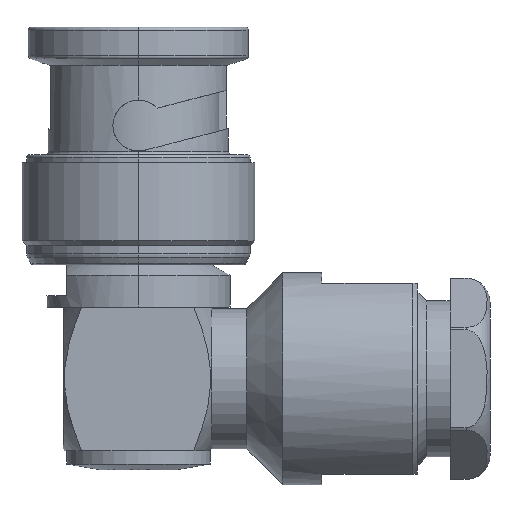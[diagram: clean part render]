
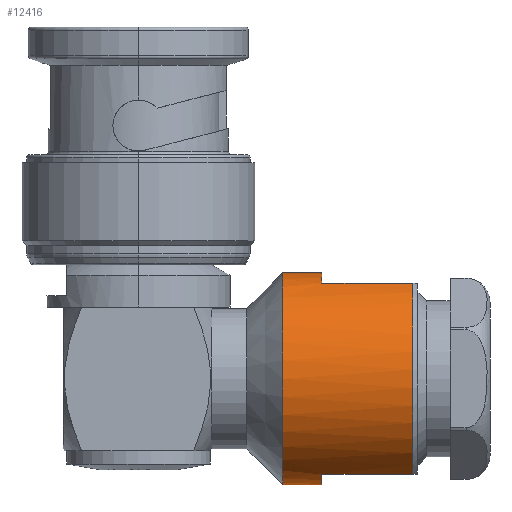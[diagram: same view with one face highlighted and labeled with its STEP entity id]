
A CAD part, left-side view. The second image highlights one B-rep face of the part: STEP entity #12416.
In plain terms, the highlighted cylindrical face has radius 6.65 mm (diameter 13.3 mm), a partial arc.
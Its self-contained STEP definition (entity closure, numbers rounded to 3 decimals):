
#99 = FACE_OUTER_BOUND ( 'NONE', #4569, .T. ) ;
#131 = DIRECTION ( 'NONE',  ( 0., 0., 1. ) ) ;
#542 = VERTEX_POINT ( 'NONE', #7148 ) ;
#1038 = CIRCLE ( 'NONE', #16147, 6.65 ) ;
#1086 = ORIENTED_EDGE ( 'NONE', *, *, #1348, .T. ) ;
#1293 = ORIENTED_EDGE ( 'NONE', *, *, #6075, .T. ) ;
#1348 = EDGE_CURVE ( 'NONE', #8497, #14802, #1735, .T. ) ;
#1693 = CYLINDRICAL_SURFACE ( 'NONE', #9761, 6.65 ) ;
#1735 = CIRCLE ( 'NONE', #8527, 6.65 ) ;
#2325 = DIRECTION ( 'NONE',  ( 0., 1., 0. ) ) ;
#2443 = EDGE_CURVE ( 'NONE', #7600, #542, #12956, .T. ) ;
#2547 = EDGE_CURVE ( 'NONE', #7600, #14465, #5056, .T. ) ;
#2903 = CIRCLE ( 'NONE', #10599, 6.65 ) ;
#4344 = CARTESIAN_POINT ( 'NONE',  ( 0., -9.05, -14.55 ) ) ;
#4358 = CARTESIAN_POINT ( 'NONE',  ( 0., -11.5, -27.85 ) ) ;
#4569 = EDGE_LOOP ( 'NONE', ( #14778, #1086, #1293, #8476, #12503, #9356, #11160, #18021 ) ) ;
#4663 = CARTESIAN_POINT ( 'NONE',  ( 0., -9.05, -27.85 ) ) ;
#4774 = CARTESIAN_POINT ( 'NONE',  ( 0., -11.5, -21.2 ) ) ;
#4996 = CARTESIAN_POINT ( 'NONE',  ( -2.888, -11.5, -27.19 ) ) ;
#5033 = LINE ( 'NONE', #13806, #9334 ) ;
#5047 = CARTESIAN_POINT ( 'NONE',  ( 0., 6.258, -14.55 ) ) ;
#5056 = CIRCLE ( 'NONE', #6293, 6.65 ) ;
#5487 = DIRECTION ( 'NONE',  ( 0., 0., 1. ) ) ;
#5661 = DIRECTION ( 'NONE',  ( 0., -1., 0. ) ) ;
#6075 = EDGE_CURVE ( 'NONE', #14802, #7442, #10583, .T. ) ;
#6250 = DIRECTION ( 'NONE',  ( 0., 1., 0. ) ) ;
#6293 = AXIS2_PLACEMENT_3D ( 'NONE', #4774, #14736, #16075 ) ;
#6411 = CARTESIAN_POINT ( 'NONE',  ( -2.888, -11.5, -15.21 ) ) ;
#6591 = VECTOR ( 'NONE', #16612, 1000. ) ;
#6676 = DIRECTION ( 'NONE',  ( 0., 1., 0. ) ) ;
#7148 = CARTESIAN_POINT ( 'NONE',  ( -2.888, -17.2, -15.21 ) ) ;
#7233 = EDGE_CURVE ( 'NONE', #8497, #18093, #5033, .T. ) ;
#7441 = CARTESIAN_POINT ( 'NONE',  ( -2.888, -17.2, -27.19 ) ) ;
#7442 = VERTEX_POINT ( 'NONE', #7441 ) ;
#7600 = VERTEX_POINT ( 'NONE', #6411 ) ;
#8476 = ORIENTED_EDGE ( 'NONE', *, *, #9060, .T. ) ;
#8497 = VERTEX_POINT ( 'NONE', #4358 ) ;
#8527 = AXIS2_PLACEMENT_3D ( 'NONE', #16655, #18138, #17952 ) ;
#8821 = CARTESIAN_POINT ( 'NONE',  ( -2.888, -11.5, -15.21 ) ) ;
#8935 = VECTOR ( 'NONE', #5661, 1000. ) ;
#9060 = EDGE_CURVE ( 'NONE', #7442, #542, #2903, .T. ) ;
#9137 = VERTEX_POINT ( 'NONE', #4344 ) ;
#9334 = VECTOR ( 'NONE', #6676, 1000. ) ;
#9356 = ORIENTED_EDGE ( 'NONE', *, *, #2547, .T. ) ;
#9357 = DIRECTION ( 'NONE',  ( 0., -1., 0. ) ) ;
#9761 = AXIS2_PLACEMENT_3D ( 'NONE', #15804, #17272, #131 ) ;
#10345 = DIRECTION ( 'NONE',  ( 0., 0., 1. ) ) ;
#10583 = LINE ( 'NONE', #4996, #17397 ) ;
#10599 = AXIS2_PLACEMENT_3D ( 'NONE', #16803, #2325, #5487 ) ;
#10866 = CARTESIAN_POINT ( 'NONE',  ( 0., -11.5, -14.55 ) ) ;
#11160 = ORIENTED_EDGE ( 'NONE', *, *, #15587, .T. ) ;
#11651 = CARTESIAN_POINT ( 'NONE',  ( 0., -9.05, -21.2 ) ) ;
#12416 = ADVANCED_FACE ( 'NONE', ( #99 ), #1693, .T. ) ;
#12503 = ORIENTED_EDGE ( 'NONE', *, *, #2443, .F. ) ;
#12956 = LINE ( 'NONE', #8821, #8935 ) ;
#13722 = CARTESIAN_POINT ( 'NONE',  ( -2.888, -11.5, -27.19 ) ) ;
#13806 = CARTESIAN_POINT ( 'NONE',  ( 0., 6.258, -27.85 ) ) ;
#14465 = VERTEX_POINT ( 'NONE', #10866 ) ;
#14736 = DIRECTION ( 'NONE',  ( 0., 1., 0. ) ) ;
#14778 = ORIENTED_EDGE ( 'NONE', *, *, #7233, .F. ) ;
#14802 = VERTEX_POINT ( 'NONE', #13722 ) ;
#15587 = EDGE_CURVE ( 'NONE', #14465, #9137, #17701, .T. ) ;
#15804 = CARTESIAN_POINT ( 'NONE',  ( 0., 6.258, -21.2 ) ) ;
#16075 = DIRECTION ( 'NONE',  ( 0., 0., 1. ) ) ;
#16147 = AXIS2_PLACEMENT_3D ( 'NONE', #11651, #6250, #10345 ) ;
#16612 = DIRECTION ( 'NONE',  ( 0., 1., 0. ) ) ;
#16655 = CARTESIAN_POINT ( 'NONE',  ( 0., -11.5, -21.2 ) ) ;
#16803 = CARTESIAN_POINT ( 'NONE',  ( 0., -17.2, -21.2 ) ) ;
#16943 = EDGE_CURVE ( 'NONE', #18093, #9137, #1038, .T. ) ;
#17272 = DIRECTION ( 'NONE',  ( 0., 1., 0. ) ) ;
#17397 = VECTOR ( 'NONE', #9357, 1000. ) ;
#17701 = LINE ( 'NONE', #5047, #6591 ) ;
#17952 = DIRECTION ( 'NONE',  ( 0., 0., 1. ) ) ;
#18021 = ORIENTED_EDGE ( 'NONE', *, *, #16943, .F. ) ;
#18093 = VERTEX_POINT ( 'NONE', #4663 ) ;
#18138 = DIRECTION ( 'NONE',  ( 0., 1., 0. ) ) ;
